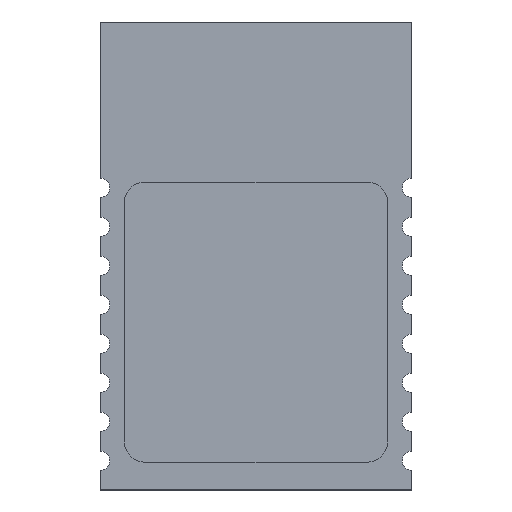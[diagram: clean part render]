
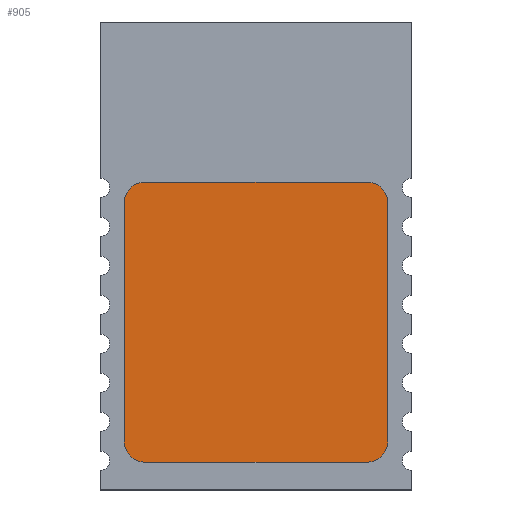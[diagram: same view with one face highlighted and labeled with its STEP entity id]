
A CAD part, top view. The second image highlights one B-rep face of the part: STEP entity #905.
In plain terms, the highlighted planar face has unit normal (0, 0, 1).
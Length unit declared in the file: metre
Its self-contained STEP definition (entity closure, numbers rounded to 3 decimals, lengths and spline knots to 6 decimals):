
#38=PLANE('',#1001);
#120=LINE('',#1516,#212);
#122=LINE('',#1520,#214);
#125=LINE('',#1526,#217);
#129=LINE('',#1534,#221);
#212=VECTOR('',#1243,1.);
#214=VECTOR('',#1247,1.);
#217=VECTOR('',#1252,1.);
#221=VECTOR('',#1258,1.);
#463=ORIENTED_EDGE('',*,*,#604,.F.);
#464=ORIENTED_EDGE('',*,*,#615,.T.);
#465=ORIENTED_EDGE('',*,*,#606,.T.);
#466=ORIENTED_EDGE('',*,*,#616,.T.);
#467=ORIENTED_EDGE('',*,*,#609,.T.);
#468=ORIENTED_EDGE('',*,*,#617,.T.);
#469=ORIENTED_EDGE('',*,*,#613,.F.);
#470=ORIENTED_EDGE('',*,*,#618,.T.);
#604=EDGE_CURVE('',#699,#700,#120,.T.);
#606=EDGE_CURVE('',#701,#702,#122,.T.);
#609=EDGE_CURVE('',#703,#704,#125,.T.);
#613=EDGE_CURVE('',#705,#706,#129,.T.);
#615=EDGE_CURVE('',#699,#701,#743,.T.);
#616=EDGE_CURVE('',#702,#703,#744,.T.);
#617=EDGE_CURVE('',#704,#706,#745,.T.);
#618=EDGE_CURVE('',#705,#700,#746,.T.);
#699=VERTEX_POINT('',#1515);
#700=VERTEX_POINT('',#1517);
#701=VERTEX_POINT('',#1521);
#702=VERTEX_POINT('',#1522);
#703=VERTEX_POINT('',#1527);
#704=VERTEX_POINT('',#1528);
#705=VERTEX_POINT('',#1533);
#706=VERTEX_POINT('',#1535);
#743=CIRCLE('',#1002,0.001038);
#744=CIRCLE('',#1003,0.001038);
#745=CIRCLE('',#1004,0.001038);
#746=CIRCLE('',#1005,0.001038);
#790=EDGE_LOOP('',(#463,#464,#465,#466,#467,#468,#469,#470));
#838=FACE_BOUND('',#790,.T.);
#905=ADVANCED_FACE('',(#838),#38,.T.);
#1001=AXIS2_PLACEMENT_3D('',#1537,#1260,#1261);
#1002=AXIS2_PLACEMENT_3D('',#1538,#1262,#1263);
#1003=AXIS2_PLACEMENT_3D('',#1539,#1264,#1265);
#1004=AXIS2_PLACEMENT_3D('',#1540,#1266,#1267);
#1005=AXIS2_PLACEMENT_3D('',#1541,#1268,#1269);
#1243=DIRECTION('',(1.,0.,0.));
#1247=DIRECTION('',(0.,-1.,0.));
#1252=DIRECTION('',(1.,0.,0.));
#1258=DIRECTION('',(0.,-1.,0.));
#1260=DIRECTION('',(0.,0.,1.));
#1261=DIRECTION('',(1.,0.,0.));
#1262=DIRECTION('',(0.,0.,1.));
#1263=DIRECTION('',(1.,0.,0.));
#1264=DIRECTION('',(0.,0.,1.));
#1265=DIRECTION('',(1.,0.,0.));
#1266=DIRECTION('',(0.,0.,1.));
#1267=DIRECTION('',(1.,0.,0.));
#1268=DIRECTION('',(0.,0.,1.));
#1269=DIRECTION('',(1.,0.,0.));
#1515=CARTESIAN_POINT('',(0.01973,0.00378,0.002));
#1516=CARTESIAN_POINT('',(0.025442,0.00378,0.002));
#1517=CARTESIAN_POINT('',(0.031153,0.00378,0.002));
#1520=CARTESIAN_POINT('',(0.018692,-0.003397,0.002));
#1521=CARTESIAN_POINT('',(0.018692,0.002742,0.002));
#1522=CARTESIAN_POINT('',(0.018692,-0.009536,0.002));
#1526=CARTESIAN_POINT('',(0.025442,-0.010574,0.002));
#1527=CARTESIAN_POINT('',(0.01973,-0.010574,0.002));
#1528=CARTESIAN_POINT('',(0.031153,-0.010574,0.002));
#1533=CARTESIAN_POINT('',(0.032192,0.002742,0.002));
#1534=CARTESIAN_POINT('',(0.032192,-0.003397,0.002));
#1535=CARTESIAN_POINT('',(0.032192,-0.009536,0.002));
#1537=CARTESIAN_POINT('',(0.025442,0.,0.002));
#1538=CARTESIAN_POINT('',(0.01973,0.002742,0.002));
#1539=CARTESIAN_POINT('',(0.01973,-0.009536,0.002));
#1540=CARTESIAN_POINT('',(0.031153,-0.009536,0.002));
#1541=CARTESIAN_POINT('',(0.031153,0.002742,0.002));
